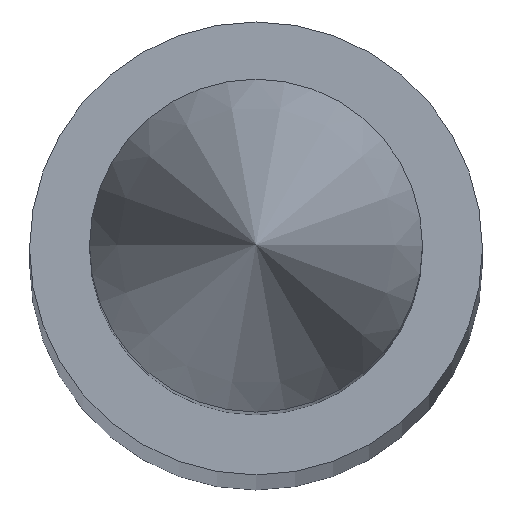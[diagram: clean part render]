
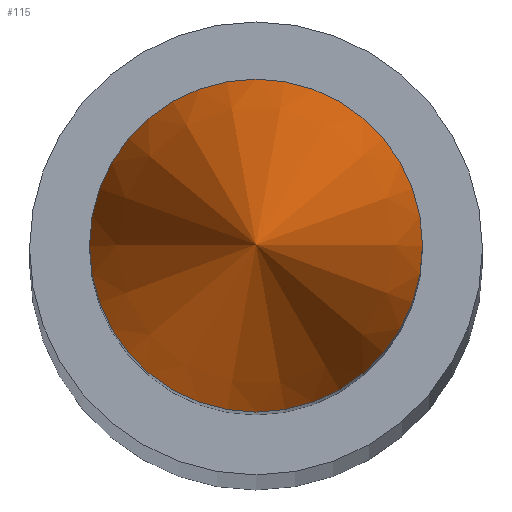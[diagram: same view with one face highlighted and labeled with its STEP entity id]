
A CAD part, top view. The second image highlights one B-rep face of the part: STEP entity #115.
In plain terms, the highlighted conical face has half-angle 15 degrees and reference radius 0.25 mm.
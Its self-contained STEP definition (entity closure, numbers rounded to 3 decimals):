
#95 = VERTEX_POINT('',#96);
#96 = CARTESIAN_POINT('',(0.25,0.,14.417));
#102 = EDGE_CURVE('',#95,#95,#103,.T.);
#103 = CIRCLE('',#104,0.25);
#104 = AXIS2_PLACEMENT_3D('',#105,#106,#107);
#105 = CARTESIAN_POINT('',(0.,0.,14.417));
#106 = DIRECTION('',(0.,0.,1.));
#107 = DIRECTION('',(1.,0.,0.));
#115 = ADVANCED_FACE('',(#116),#128,.T.);
#116 = FACE_BOUND('',#117,.T.);
#117 = EDGE_LOOP('',(#118,#126,#127));
#118 = ORIENTED_EDGE('',*,*,#119,.T.);
#119 = EDGE_CURVE('',#95,#120,#122,.T.);
#120 = VERTEX_POINT('',#121);
#121 = CARTESIAN_POINT('',(0.,0.,
    15.35));
#122 = LINE('',#123,#124);
#123 = CARTESIAN_POINT('',(0.25,0.,14.417));
#124 = VECTOR('',#125,1.);
#125 = DIRECTION('',(-0.259,0.,0.966)
  );
#126 = ORIENTED_EDGE('',*,*,#119,.F.);
#127 = ORIENTED_EDGE('',*,*,#102,.T.);
#128 = CONICAL_SURFACE('',#129,0.25,0.262);
#129 = AXIS2_PLACEMENT_3D('',#130,#131,#132);
#130 = CARTESIAN_POINT('',(0.,0.,14.417));
#131 = DIRECTION('',(0.,0.,-1.));
#132 = DIRECTION('',(1.,0.,0.));
